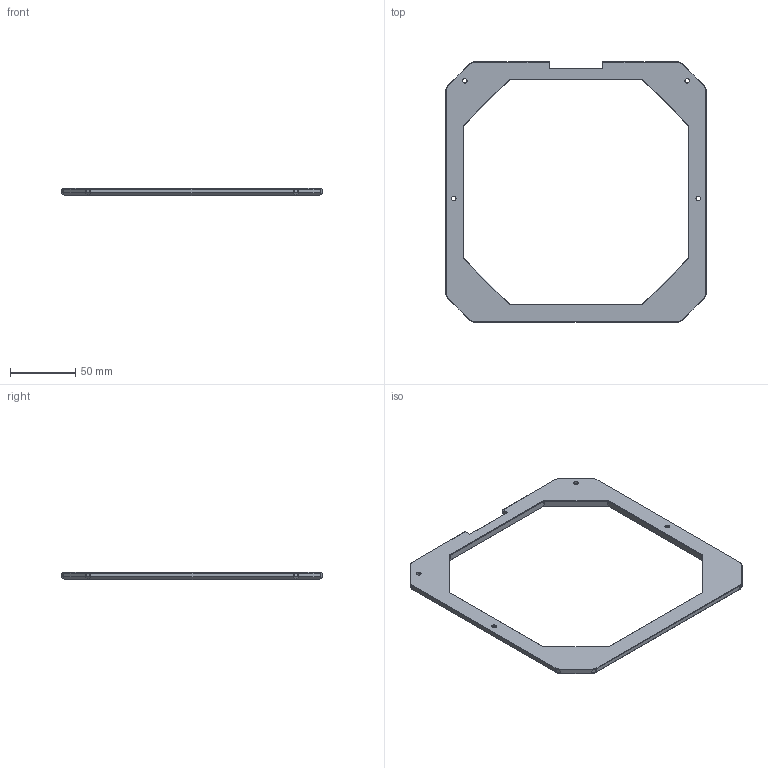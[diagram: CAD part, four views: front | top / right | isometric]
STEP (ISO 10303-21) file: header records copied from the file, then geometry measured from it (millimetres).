
FILE_DESCRIPTION(/* description */ (''),/* implementation_level */ '2;1');
FILE_NAME(/* name */ 'array-back.step',/* time_stamp */ '2023-04-09T17:25:23-04:00',/* author */ (''),/* organization */ (''),/* preprocessor_version */ 'ST-DEVELOPER v19.2',/* originating_system */ 'Autodesk Translation Framework v12.4.0.73',/* authorisation */ '');
FILE_SCHEMA (('AUTOMOTIVE_DESIGN { 1 0 10303 214 3 1 1 }'));
Length unit declared in the file: millimetre
Products named in the file (1): FusionComponent
Bounding box: 200 x 200 x 5.4 mm (x, y, z)
Volume: 61930.5 mm3; surface area: 30034.6 mm2
Topology: 1 solids, 1 shells, 170 faces, 362 edges, 198 vertices
Faces by surface type: plane 158, cylinder 8, cone 4
Full cylindrical faces by diameter (mm): 3.5 x4, 6 x4
Entity records: 4379 total; most frequent: CARTESIAN_POINT 731, ORIENTED_EDGE 724, DIRECTION 724, EDGE_CURVE 362, LINE 342, VECTOR 342, VERTEX_POINT 198, AXIS2_PLACEMENT_3D 191
